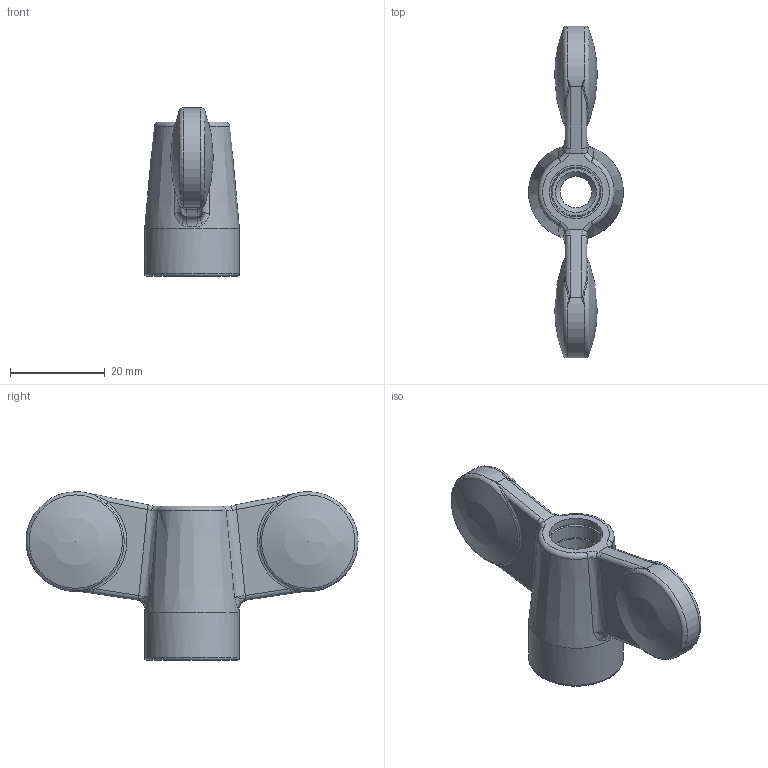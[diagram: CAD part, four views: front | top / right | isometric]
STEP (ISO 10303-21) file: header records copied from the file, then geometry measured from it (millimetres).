
FILE_DESCRIPTION( ( 'Unknown' ), '1' );
FILE_NAME( '6399015_GF70_FP_M08.stp', 'Unknown', ( 'Unknown' ), ( 'Unknown' ), 'PSStep 11.0', 'Unknown', ' ' );
FILE_SCHEMA( ( 'AUTOMOTIVE_DESIGN { 1 0 10303 214 1 1 1 1 }' ) );
Length unit declared in the file: millimetre
Products named in the file (1): 6399015
Bounding box: 20 x 69.97 x 35.5 mm (x, y, z)
Volume: 13182.6 mm3; surface area: 5553.7 mm2
Topology: 1 solids, 1 shells, 93 faces, 241 edges, 144 vertices
Faces by surface type: bspline 38, cylinder 16, torus 15, plane 14, cone 6, sphere 4
Full cylindrical faces by diameter (mm): 6.647 x1, 11.25 x2, 20 x1
Entity records: 8338 total; most frequent: CARTESIAN_POINT 5796, ORIENTED_EDGE 408, DIRECTION 298, EDGE_CURVE 204, AXIS2_PLACEMENT_3D 136, VERTEX_POINT 130, EDGE_LOOP 112, FACE_OUTER_BOUND 102
